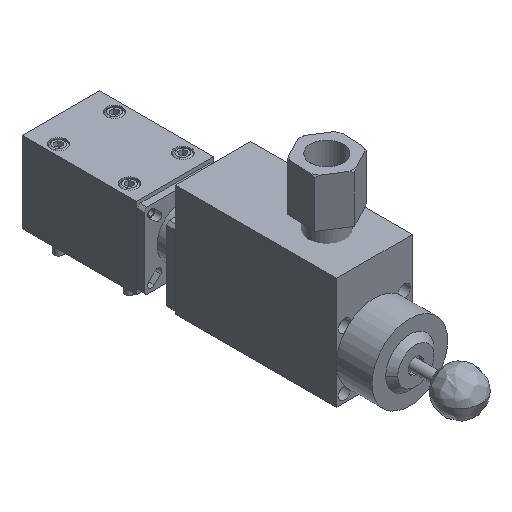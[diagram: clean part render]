
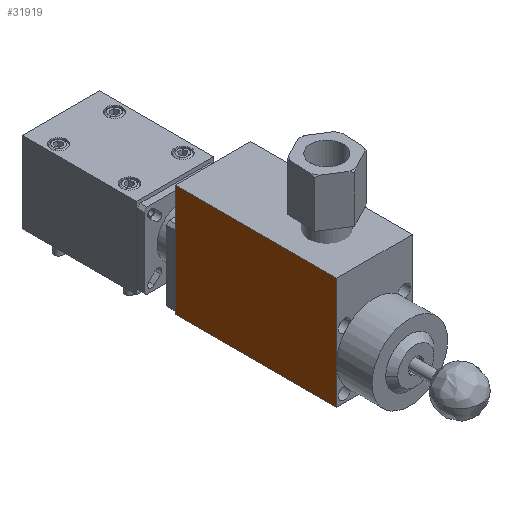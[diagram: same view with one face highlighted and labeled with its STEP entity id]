
A CAD part, isometric view. The second image highlights one B-rep face of the part: STEP entity #31919.
In plain terms, the highlighted planar face has unit normal (-1, 0, 0).
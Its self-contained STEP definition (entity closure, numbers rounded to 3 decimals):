
#774 = ORIENTED_EDGE ( 'NONE', *, *, #28508, .F. ) ;
#923 = VERTEX_POINT ( 'NONE', #25205 ) ;
#936 = VERTEX_POINT ( 'NONE', #25194 ) ;
#953 = ORIENTED_EDGE ( 'NONE', *, *, #28505, .F. ) ;
#995 = ORIENTED_EDGE ( 'NONE', *, *, #28507, .F. ) ;
#1057 = VERTEX_POINT ( 'NONE', #25160 ) ;
#1242 = ORIENTED_EDGE ( 'NONE', *, *, #28506, .F. ) ;
#1530 = EDGE_LOOP ( 'NONE', ( #774, #995, #1242, #953 ) ) ;
#2382 = VERTEX_POINT ( 'NONE', #24804 ) ;
#5599 = DIRECTION ( 'NONE',  ( 0., -1., 0. ) ) ;
#5606 = CARTESIAN_POINT ( 'NONE',  ( -22., -16.754, 66. ) ) ;
#5609 = DIRECTION ( 'NONE',  ( 0., 0., 1. ) ) ;
#5611 = CARTESIAN_POINT ( 'NONE',  ( -22., -16.754, 1. ) ) ;
#5623 = DIRECTION ( 'NONE',  ( 0., 1., 0. ) ) ;
#5627 = DIRECTION ( 'NONE',  ( 0., 0., -1. ) ) ;
#5643 = CARTESIAN_POINT ( 'NONE',  ( -22., -110.554, 66. ) ) ;
#5647 = CARTESIAN_POINT ( 'NONE',  ( -22., -110.554, 1. ) ) ;
#8766 = AXIS2_PLACEMENT_3D ( 'NONE', #19518, #19519, #19520 ) ;
#19422 = FACE_OUTER_BOUND ( 'NONE', #1530, .T. ) ;
#19510 = PLANE ( 'NONE',  #8766 ) ;
#19518 = CARTESIAN_POINT ( 'NONE',  ( -22., -110.554, 1. ) ) ;
#19519 = DIRECTION ( 'NONE',  ( 1., 0., 0. ) ) ;
#19520 = DIRECTION ( 'NONE',  ( 0., 1., 0. ) ) ;
#24804 = CARTESIAN_POINT ( 'NONE',  ( -22., -110.554, 1. ) ) ;
#25160 = CARTESIAN_POINT ( 'NONE',  ( -22., -16.754, 1. ) ) ;
#25194 = CARTESIAN_POINT ( 'NONE',  ( -22., -110.554, 66. ) ) ;
#25205 = CARTESIAN_POINT ( 'NONE',  ( -22., -16.754, 66. ) ) ;
#28505 = EDGE_CURVE ( 'NONE', #936, #2382, #32815, .T. ) ;
#28506 = EDGE_CURVE ( 'NONE', #2382, #1057, #32822, .T. ) ;
#28507 = EDGE_CURVE ( 'NONE', #1057, #923, #32826, .T. ) ;
#28508 = EDGE_CURVE ( 'NONE', #923, #936, #32828, .T. ) ;
#31919 = ADVANCED_FACE ( 'NONE', ( #19422 ), #19510, .F. ) ;
#32815 = LINE ( 'NONE', #5643, #32825 ) ;
#32822 = LINE ( 'NONE', #5647, #32827 ) ;
#32825 = VECTOR ( 'NONE', #5627, 1000. ) ;
#32826 = LINE ( 'NONE', #5611, #32829 ) ;
#32827 = VECTOR ( 'NONE', #5623, 1000. ) ;
#32828 = LINE ( 'NONE', #5606, #32831 ) ;
#32829 = VECTOR ( 'NONE', #5609, 1000. ) ;
#32831 = VECTOR ( 'NONE', #5599, 1000. ) ;
